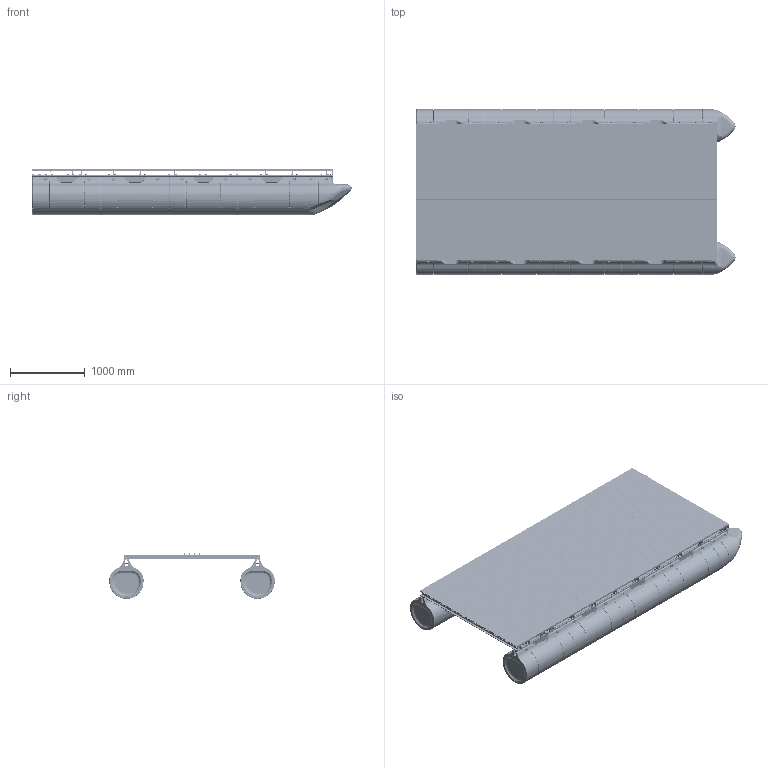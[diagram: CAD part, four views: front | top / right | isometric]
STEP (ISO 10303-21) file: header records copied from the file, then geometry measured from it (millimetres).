
FILE_DESCRIPTION(/* description */ (''),/* implementation_level */ '2;1');
FILE_NAME(/* name */ '6x14boat.step',/* time_stamp */ '2022-09-22T16:05:46-04:00',/* author */ (''),/* organization */ (''),/* preprocessor_version */ 'ST-DEVELOPER v19',/* originating_system */ 'Autodesk Translation Framework v11.7.0.108',/* authorisation */ '');
FILE_SCHEMA (('AUTOMOTIVE_DESIGN { 1 0 10303 214 3 1 1 }'));
Products named in the file (131): 6x14 boat; 6 ft boat cross 2x2 TUBE cross member with holes v4; 18" float SINGLE bolt set; 18" float SINGLE bolt set_1; 18" float SINGLE bolt set_2; 18" float SINGLE bolt set_3; 6' HC CM Bolt set; 3/8" x 7/8" HC bolt assembly; 3/8" x 7/8" HC bolt assembly_1; 3/8" x 7/8" HC bolt assembly_2; 3/8" x 7/8" HC bolt assembly_3; 3/8" x 7/8" HC bolt assembly_4; 3/8" x 7/8" HC bolt assembly_5; 3/8" x 7/8" HC bolt assembly_6; 3/8" x 7/8" HC bolt assembly_7; 6' HC CM Bolt set_1; 3/8" x 7/8" HC bolt assembly_8; 3/8" x 7/8" HC bolt assembly_9; 3/8" x 7/8" HC bolt assembly_10; 3/8" x 7/8" HC bolt assembly_11; 3/8" x 7/8" HC bolt assembly_12; 3/8" x 7/8" HC bolt assembly_13; 3/8" x 7/8" HC bolt assembly_14; 3/8" x 7/8" HC bolt assembly_15; 6' HC CM Bolt set_2; 3/8" x 7/8" HC bolt assembly_16; 3/8" x 7/8" HC bolt assembly_17; 3/8" x 7/8" HC bolt assembly_18; 3/8" x 7/8" HC bolt assembly_19; 3/8" x 7/8" HC bolt assembly_20; 3/8" x 7/8" HC bolt assembly_21; 3/8" x 7/8" HC bolt assembly_22; 3/8" x 7/8" HC bolt assembly_23; 6' HC CM Bolt set_3; 3/8" x 7/8" HC bolt assembly_24; 3/8" x 7/8" HC bolt assembly_25; 3/8" x 7/8" HC bolt assembly_26; 3/8" x 7/8" HC bolt assembly_27; 3/8" x 7/8" HC bolt assembly_28; 3/8" x 7/8" HC bolt assembly_29 ...
Assembly tree (353 placements, depth 4):
  6x14 boat
    6 ft boat cross 2x2 TUBE cross member with holes v4
    18" float SINGLE bolt set
      MCM 92198A642 - 3/8" x 4 1/2" hex bolt
      MCM 92141A051 - 3/8" x 1" OD fender washer  x2
      MCM 91831A127 - 3/8"-16 lock nut
    18" float SINGLE bolt set_1
      MCM 92198A642 - 3/8" x 4 1/2" hex bolt
      MCM 92141A051 - 3/8" x 1" OD fender washer  x2
      MCM 91831A127 - 3/8"-16 lock nut
    18" float SINGLE bolt set_4  x16
      MCM 92198A642 - 3/8" x 4 1/2" hex bolt
      MCM 92141A051 - 3/8" x 1" OD fender washer
      MCM 91831A127 - 3/8"-16 lock nut
    18" float SINGLE bolt set_2
      MCM 92198A642 - 3/8" x 4 1/2" hex bolt
      MCM 92141A051 - 3/8" x 1" OD fender washer  x2
      MCM 91831A127 - 3/8"-16 lock nut
    18" float SINGLE bolt set_3
      MCM 92198A642 - 3/8" x 4 1/2" hex bolt
      MCM 92141A051 - 3/8" x 1" OD fender washer  x2
      MCM 91831A127 - 3/8"-16 lock nut
    6 ft square tube BOLT SET
      3/8" x 3/4" square tube bolt assembly
        375x34sscapscrew v1
        MCM 94785A423 - 3/8" SS square nut
      3/8" x 3/4" square tube bolt assembly_1
        375x34sscapscrew v1
        MCM 94785A423 - 3/8" SS square nut
      3/8" x 3/4" square tube bolt assembly_2
        375x34sscapscrew v1
        MCM 94785A423 - 3/8" SS square nut
      3/8" x 3/4" square tube bolt assembly_3
        375x34sscapscrew v1
        MCM 94785A423 - 3/8" SS square nut
    18" STRAIGHT FLOAT  x8
      18 inch straight float
    18" NOSE CONE  x2
  6' HC CM Bolt set
    3/8" x 7/8" HC bolt assembly
      MCM 94785A423 - 3/8" SS square nut v2
      MCM 92240A623 - 3/8" x 7/8" SS hex bolt v1
    3/8" x 7/8" HC bolt assembly_1
      MCM 94785A423 - 3/8" SS square nut v2
      MCM 92240A623 - 3/8" x 7/8" SS hex bolt v1
    3/8" x 7/8" HC bolt assembly_2
      MCM 94785A423 - 3/8" SS square nut v2
      MCM 92240A623 - 3/8" x 7/8" SS hex bolt v1
    3/8" x 7/8" HC bolt assembly_3
      MCM 94785A423 - 3/8" SS square nut v2
      MCM 92240A623 - 3/8" x 7/8" SS hex bolt v1
    3/8" x 7/8" HC bolt assembly_4
      MCM 94785A423 - 3/8" SS square nut v2
      MCM 92240A623 - 3/8" x 7/8" SS hex bolt v1
    3/8" x 7/8" HC bolt assembly_5
      MCM 94785A423 - 3/8" SS square nut v2
      MCM 92240A623 - 3/8" x 7/8" SS hex bolt v1
    3/8" x 7/8" HC bolt assembly_6
      MCM 94785A423 - 3/8" SS square nut v2
      MCM 92240A623 - 3/8" x 7/8" SS hex bolt v1
Bounding box: 4266.7 x 2209.79 x 610.76 mm (x, y, z)
Volume: 1360574261.4 mm3; surface area: 59139764.8 mm2
Topology: 534 solids, 534 shells, 21427 faces, 51943 edges, 31700 vertices
Faces by surface type: cylinder 8283, plane 4222, bspline 3888, cone 2624, torus 1574, sphere 836
Full cylindrical faces by diameter (mm): 7.463 x1868, 8.058 x20, 8.236 x100, 9.525 x1936, 9.906 x4, 10.033 x96, 10.287 x100, 10.312 x40, 15.494 x4, 20.701 x100, 25.4 x40
Entity records: 126382 total; most frequent: CARTESIAN_POINT 48076, DIRECTION 15782, ORIENTED_EDGE 15392, EDGE_CURVE 7696, AXIS2_PLACEMENT_3D 6283, VERTEX_POINT 4892, EDGE_LOOP 3530, FACE_OUTER_BOUND 3256
